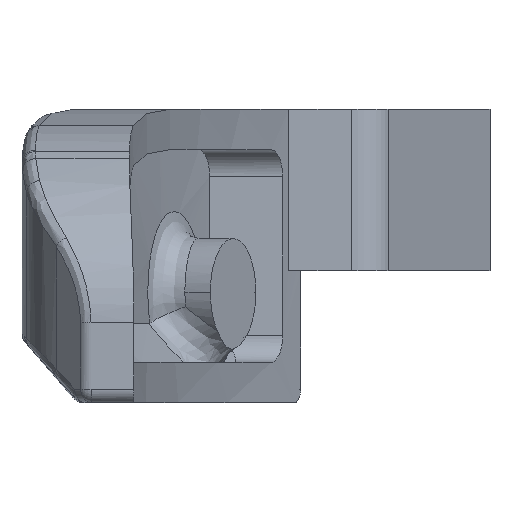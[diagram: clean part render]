
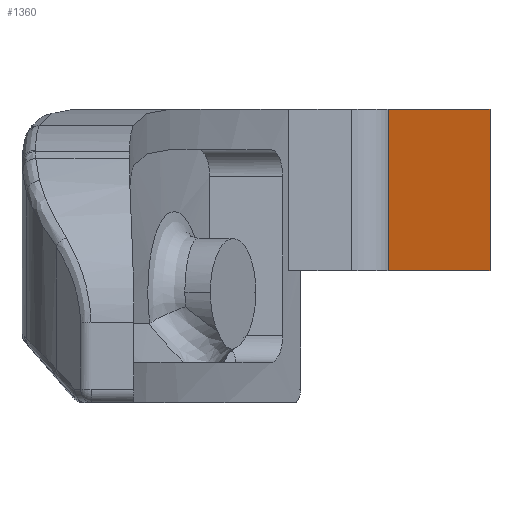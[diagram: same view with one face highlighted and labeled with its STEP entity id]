
A CAD part, left-side view. The second image highlights one B-rep face of the part: STEP entity #1360.
In plain terms, the highlighted planar face has unit normal (-0.423, -0.906, 0).
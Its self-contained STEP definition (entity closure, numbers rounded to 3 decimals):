
#30 = EDGE_CURVE ( 'NONE', #469, #1168, #1313, .T. ) ;
#216 = PLANE ( 'NONE',  #2880 ) ;
#217 = EDGE_CURVE ( 'NONE', #364, #469, #475, .T. ) ;
#239 = DIRECTION ( 'NONE',  ( 0.906, -0.423, 0. ) ) ;
#301 = EDGE_CURVE ( 'NONE', #2667, #1168, #1036, .T. ) ;
#364 = VERTEX_POINT ( 'NONE', #1333 ) ;
#469 = VERTEX_POINT ( 'NONE', #2303 ) ;
#475 = LINE ( 'NONE', #2521, #1720 ) ;
#669 = CARTESIAN_POINT ( 'NONE',  ( 33.866, -2.144, -0.2 ) ) ;
#795 = ORIENTED_EDGE ( 'NONE', *, *, #301, .T. ) ;
#804 = CARTESIAN_POINT ( 'NONE',  ( 33.866, -2.144, -6.2 ) ) ;
#912 = CARTESIAN_POINT ( 'NONE',  ( 33.866, -2.144, -6.2 ) ) ;
#941 = DIRECTION ( 'NONE',  ( 0., 0., 1. ) ) ;
#971 = CARTESIAN_POINT ( 'NONE',  ( 41.995, -5.935, -0.2 ) ) ;
#1036 = LINE ( 'NONE', #2408, #1614 ) ;
#1150 = DIRECTION ( 'NONE',  ( -0.423, -0.906, 0. ) ) ;
#1168 = VERTEX_POINT ( 'NONE', #971 ) ;
#1313 = LINE ( 'NONE', #669, #2866 ) ;
#1333 = CARTESIAN_POINT ( 'NONE',  ( 33.866, -2.144, -6.2 ) ) ;
#1360 = ADVANCED_FACE ( 'NONE', ( #1655 ), #216, .T. ) ;
#1384 = EDGE_LOOP ( 'NONE', ( #1839, #1760, #2274, #795 ) ) ;
#1449 = EDGE_CURVE ( 'NONE', #364, #2667, #2114, .T. ) ;
#1614 = VECTOR ( 'NONE', #1965, 1000. ) ;
#1655 = FACE_OUTER_BOUND ( 'NONE', #1384, .T. ) ;
#1698 = DIRECTION ( 'NONE',  ( 0.906, -0.423, 0. ) ) ;
#1720 = VECTOR ( 'NONE', #941, 1000. ) ;
#1760 = ORIENTED_EDGE ( 'NONE', *, *, #217, .F. ) ;
#1825 = VECTOR ( 'NONE', #1698, 1000. ) ;
#1839 = ORIENTED_EDGE ( 'NONE', *, *, #30, .F. ) ;
#1965 = DIRECTION ( 'NONE',  ( 0., 0., 1. ) ) ;
#2107 = CARTESIAN_POINT ( 'NONE',  ( 41.995, -5.935, -6.2 ) ) ;
#2114 = LINE ( 'NONE', #804, #1825 ) ;
#2267 = DIRECTION ( 'NONE',  ( 0.906, -0.423, 0. ) ) ;
#2274 = ORIENTED_EDGE ( 'NONE', *, *, #1449, .T. ) ;
#2303 = CARTESIAN_POINT ( 'NONE',  ( 33.866, -2.144, -0.2 ) ) ;
#2408 = CARTESIAN_POINT ( 'NONE',  ( 41.995, -5.935, -6.2 ) ) ;
#2521 = CARTESIAN_POINT ( 'NONE',  ( 33.866, -2.144, -6.2 ) ) ;
#2667 = VERTEX_POINT ( 'NONE', #2107 ) ;
#2866 = VECTOR ( 'NONE', #239, 1000. ) ;
#2880 = AXIS2_PLACEMENT_3D ( 'NONE', #912, #1150, #2267 ) ;
